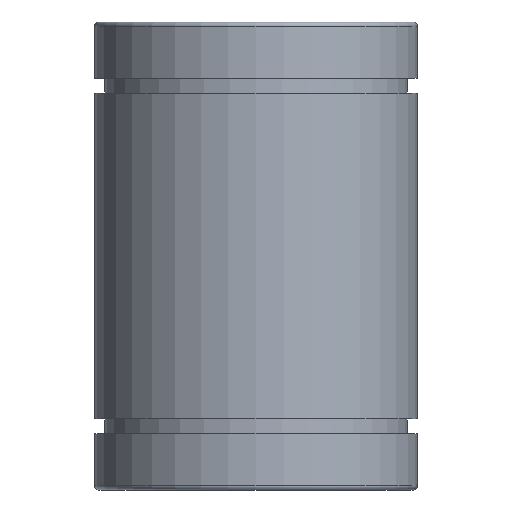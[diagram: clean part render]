
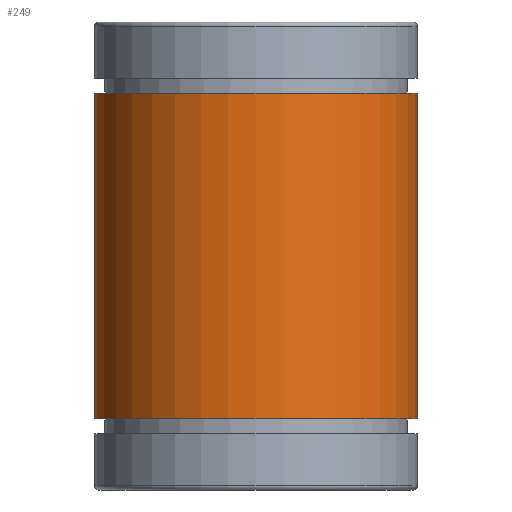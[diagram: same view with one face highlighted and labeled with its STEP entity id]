
A CAD part, front view. The second image highlights one B-rep face of the part: STEP entity #249.
In plain terms, the highlighted cylindrical face has radius 20 mm (diameter 40 mm), a full revolution.
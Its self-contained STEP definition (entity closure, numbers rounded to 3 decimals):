
#50=ORIENTED_EDGE('',*,*,#87,.T.);
#51=ORIENTED_EDGE('',*,*,#85,.F.);
#85=EDGE_CURVE('',#107,#107,#129,.T.);
#87=EDGE_CURVE('',#109,#109,#131,.T.);
#107=VERTEX_POINT('',#436);
#109=VERTEX_POINT('',#443);
#129=CIRCLE('',#291,20.);
#131=CIRCLE('',#296,20.);
#160=EDGE_LOOP('',(#50));
#161=EDGE_LOOP('',(#51));
#204=FACE_BOUND('',#160,.T.);
#205=FACE_BOUND('',#161,.T.);
#233=CYLINDRICAL_SURFACE('',#295,20.);
#249=ADVANCED_FACE('',(#204,#205),#233,.T.);
#291=AXIS2_PLACEMENT_3D('',#435,#353,#354);
#295=AXIS2_PLACEMENT_3D('',#441,#361,#362);
#296=AXIS2_PLACEMENT_3D('',#442,#363,#364);
#353=DIRECTION('',(0.,0.,-1.));
#354=DIRECTION('',(-1.,0.,0.));
#361=DIRECTION('',(0.,0.,-1.));
#362=DIRECTION('',(-1.,0.,0.));
#363=DIRECTION('',(0.,0.,-1.));
#364=DIRECTION('',(-1.,0.,0.));
#435=CARTESIAN_POINT('',(0.,0.,-20.2));
#436=CARTESIAN_POINT('',(-20.,0.,-20.2));
#441=CARTESIAN_POINT('',(0.,0.,-500.));
#442=CARTESIAN_POINT('',(0.,0.,20.2));
#443=CARTESIAN_POINT('',(-20.,0.,20.2));
